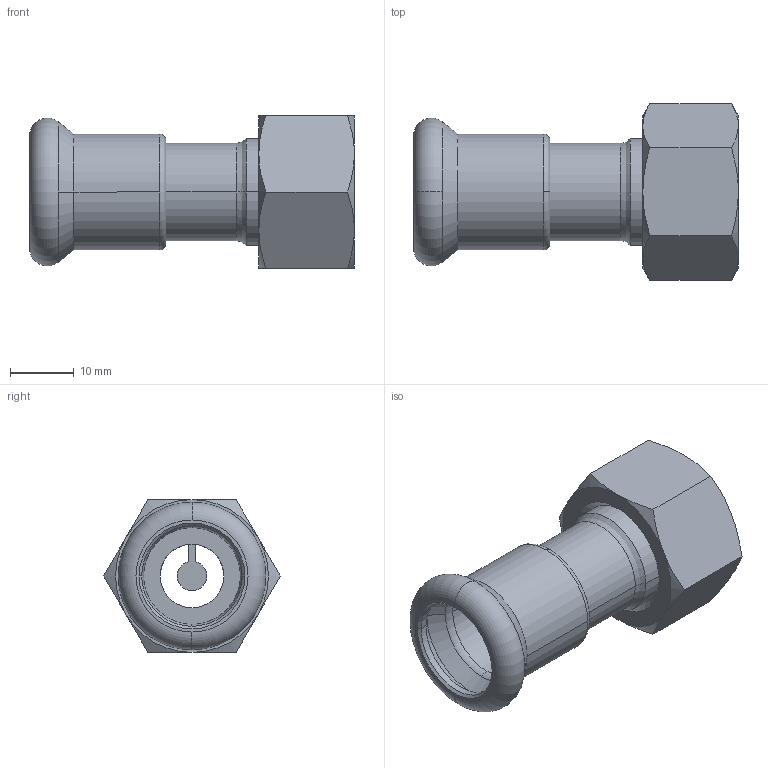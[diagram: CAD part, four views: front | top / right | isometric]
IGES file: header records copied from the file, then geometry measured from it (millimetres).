
Global section: file name: No Iges File Name specified; native system: Autodesk Inventor 2011; preprocessor: AutoDesk Inventor Iges Exporter R2011; author: bruh; date: 20110606.150504; units: millimetre
Bounding box: 51 x 27.71 x 24 mm (x, y, z)
Volume: 8071.7 mm3; surface area: 7333.1 mm2
Topology: 2 solids, 2 shells, 71 faces, 171 edges, 107 vertices
Faces by surface type: revolution 20, plane 16, cone 14, cylinder 9, bspline 6, torus 6
